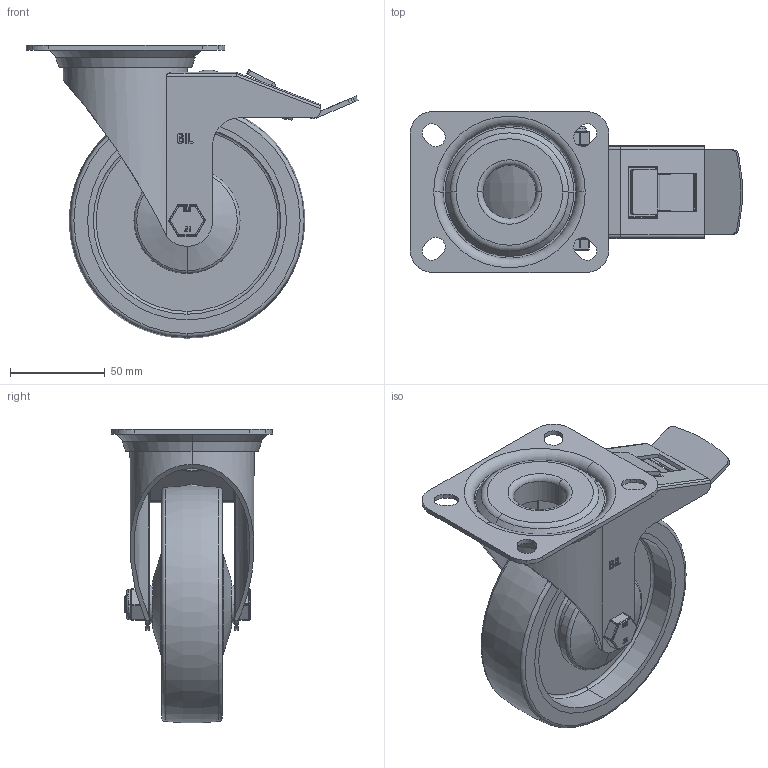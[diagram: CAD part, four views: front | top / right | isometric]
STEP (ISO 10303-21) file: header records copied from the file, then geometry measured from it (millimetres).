
FILE_DESCRIPTION(('STEP AP214'),'1');
FILE_NAME('BZMM125STPRBJSWB.STEP','2022-10-25T15:13:38',(' '),(' '),'Spatial InterOp 3D',' ',' ');
FILE_SCHEMA(('AUTOMOTIVE_DESIGN { 1 0 10303 214 1 1 1 1 }'));
Length unit declared in the file: metre
Products named in the file (35): BZMM125ASSWB; ZINC PLATED, PRESSED STEEL TOP PLATE; ZINC PLATED, PRESSED STEEL FORKS; BEARING SEAL; ZINC PLATED, PRESSED STEEL BRAKE PEDAL; ZINC PLATED, PRESSED STEEL BRAKE PEDAL Geometry; BRAKE BOLT; BRAKE PAD; BRAKE PAD Geometry; BOLT; NUT; BZMM125STPRBJSWB; BZMM125WSTPRBJM10; 65 SHORE A THERMOPLASTIC RUBBER TYRE; POLYPROPYLENE RIM; BEARING 6202; METAL; METAL2; Pattern; Component1; MIDDLE; RUBBER; RUBBER2; CAP; CAP Geometry; CAP2; WP10X21X2; WP10X21X22; HEXBOLTM10X60Z8.8; GRADE 8.8 ZINC PLATED BOLT; NYLOC NUT; RUBBER3; NUT2; NYLOCM10Z
Assembly tree (42 placements, depth 5):
  BZMM125STPRBJSWB
    BZMM125ASSWB
      ZINC PLATED, PRESSED STEEL TOP PLATE
      ZINC PLATED, PRESSED STEEL FORKS
      BEARING SEAL
      ZINC PLATED, PRESSED STEEL BRAKE PEDAL
        ZINC PLATED, PRESSED STEEL BRAKE PEDAL Geometry
        BRAKE BOLT
      BRAKE PAD
        BRAKE PAD Geometry
        BOLT
        NUT
    BZMM125WSTPRBJM10
      65 SHORE A THERMOPLASTIC RUBBER TYRE
      POLYPROPYLENE RIM
      BEARING 6202
        METAL
        METAL2
        Pattern
          Component1  x8
        MIDDLE
        RUBBER
        RUBBER2
      CAP
        CAP Geometry
        CAP2
    WP10X21X2
      WP10X21X22
    WP10X21X2
      WP10X21X22
    HEXBOLTM10X60Z8.8
      GRADE 8.8 ZINC PLATED BOLT
    NYLOCM10Z
      NYLOC NUT
        RUBBER3
        NUT2
Bounding box: 175.28 x 85 x 154.91 mm (x, y, z)
Volume: 302146.8 mm3; surface area: 181894.7 mm2
Topology: 30 solids, 30 shells, 1290 faces, 3325 edges, 2131 vertices
Faces by surface type: plane 470, cylinder 449, extrusion 188, sphere 86, torus 62, cone 28, bspline 7
Entity records: 50930 total; most frequent: CARTESIAN_POINT 19065, ORIENTED_EDGE 6470, DIRECTION 6252, EDGE_CURVE 3235, AXIS2_PLACEMENT_3D 2245, VERTEX_POINT 2109, VECTOR 1762, LINE 1574
